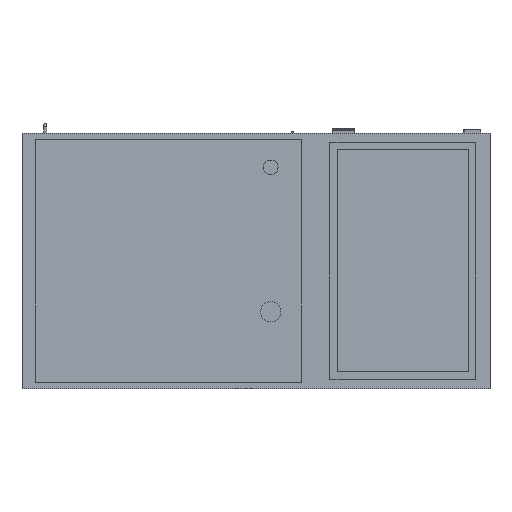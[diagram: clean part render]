
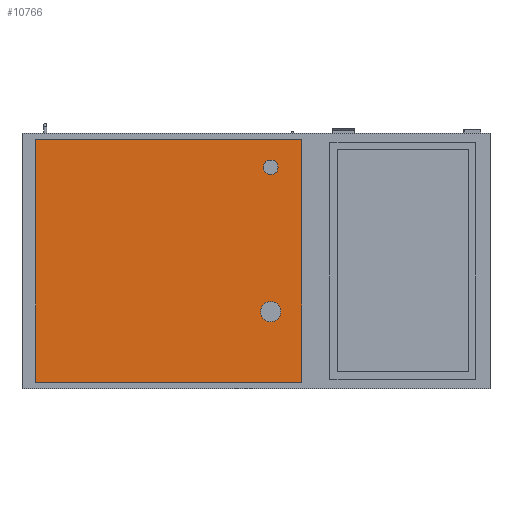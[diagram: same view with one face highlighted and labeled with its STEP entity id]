
A CAD part, front view. The second image highlights one B-rep face of the part: STEP entity #10766.
In plain terms, the highlighted planar face has unit normal (0, -1, 0).
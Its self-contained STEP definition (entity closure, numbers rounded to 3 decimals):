
#622=FACE_OUTER_BOUND('',#1296,.T.);
#1296=EDGE_LOOP('',(#7205,#7206,#7207,#7208));
#2011=LINE('',#15763,#3283);
#2013=LINE('',#15767,#3285);
#2014=LINE('',#15770,#3286);
#2015=LINE('',#15771,#3287);
#3283=VECTOR('',#12562,10.);
#3285=VECTOR('',#12566,10.);
#3286=VECTOR('',#12569,10.);
#3287=VECTOR('',#12570,10.);
#4537=VERTEX_POINT('',#15759);
#4538=VERTEX_POINT('',#15761);
#4539=VERTEX_POINT('',#15765);
#4540=VERTEX_POINT('',#15769);
#5593=EDGE_CURVE('',#4538,#4537,#2011,.T.);
#5595=EDGE_CURVE('',#4538,#4539,#2013,.T.);
#5596=EDGE_CURVE('',#4540,#4539,#2014,.T.);
#5597=EDGE_CURVE('',#4537,#4540,#2015,.T.);
#7205=ORIENTED_EDGE('',*,*,#5595,.T.);
#7206=ORIENTED_EDGE('',*,*,#5596,.F.);
#7207=ORIENTED_EDGE('',*,*,#5597,.F.);
#7208=ORIENTED_EDGE('',*,*,#5593,.F.);
#10236=PLANE('',#11529);
#10766=ADVANCED_FACE('',(#622),#10236,.T.);
#11529=AXIS2_PLACEMENT_3D('',#15768,#12567,#12568);
#12562=DIRECTION('',(0.,0.,1.));
#12566=DIRECTION('',(1.,0.,0.));
#12567=DIRECTION('center_axis',(0.,-1.,0.));
#12568=DIRECTION('ref_axis',(0.,0.,-1.));
#12569=DIRECTION('',(0.,0.,-1.));
#12570=DIRECTION('',(1.,0.,0.));
#15759=CARTESIAN_POINT('',(-362.5,-185.,330.));
#15761=CARTESIAN_POINT('',(-362.5,-185.,-330.));
#15763=CARTESIAN_POINT('',(-362.5,-185.,330.));
#15765=CARTESIAN_POINT('',(362.5,-185.,-330.));
#15767=CARTESIAN_POINT('',(0.,-185.,-330.));
#15768=CARTESIAN_POINT('Origin',(0.,-185.,330.));
#15769=CARTESIAN_POINT('',(362.5,-185.,330.));
#15770=CARTESIAN_POINT('',(362.5,-185.,330.));
#15771=CARTESIAN_POINT('',(0.,-185.,330.));
